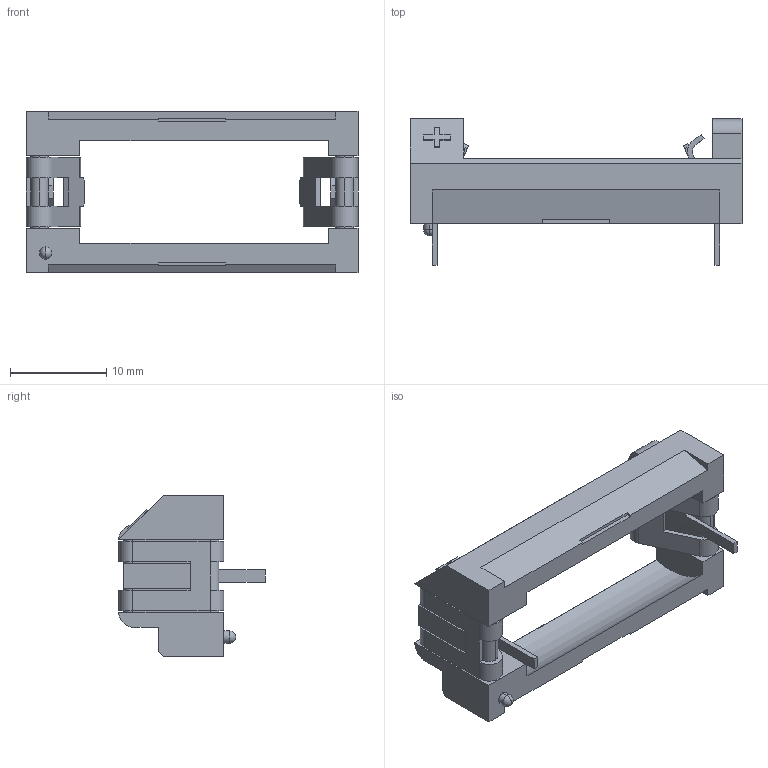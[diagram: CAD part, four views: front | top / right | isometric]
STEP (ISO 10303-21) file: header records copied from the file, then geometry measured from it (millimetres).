
FILE_DESCRIPTION (( 'STEP AP214' ), '1' );
FILE_NAME ('BH14250-PC.STEP', '2019-11-14T11:42:58', ( '' ), ( '' ), 'SwSTEP 2.0', 'SolidWorks 2017', '' );
FILE_SCHEMA (( 'AUTOMOTIVE_DESIGN' ));
Length unit declared in the file: millimetre
Products named in the file (1): BH14250-PC
Bounding box: 34.54 x 15.24 x 16.76 mm (x, y, z)
Volume: 1603.1 mm3; surface area: 2813 mm2
Topology: 4 solids, 4 shells, 184 faces, 528 edges, 343 vertices
Faces by surface type: plane 132, cylinder 50, sphere 2
Entity records: 6031 total; most frequent: CARTESIAN_POINT 1050, ORIENTED_EDGE 1048, DIRECTION 1008, EDGE_CURVE 524, VECTOR 410, LINE 410, VERTEX_POINT 341, AXIS2_PLACEMENT_3D 299
